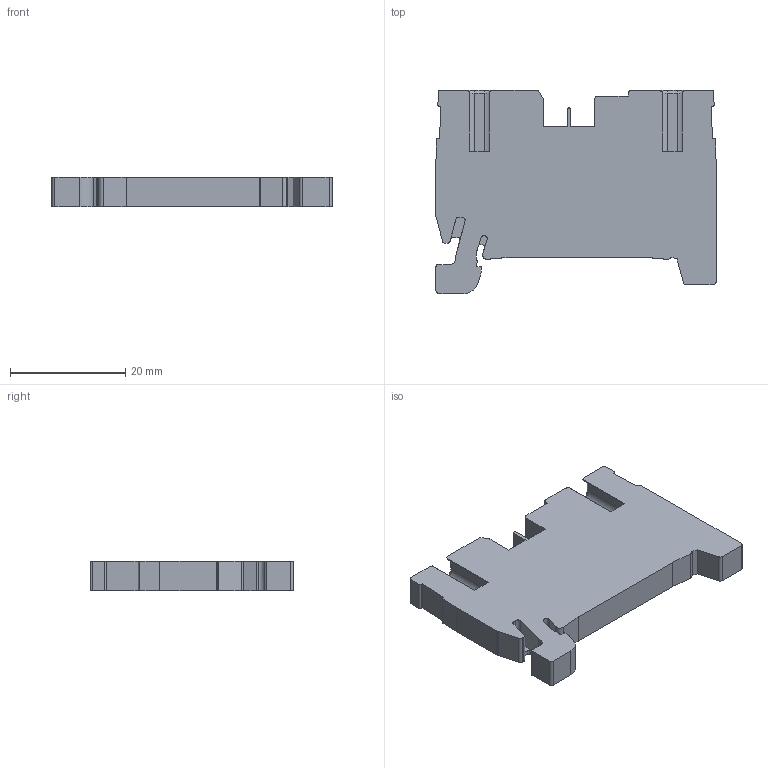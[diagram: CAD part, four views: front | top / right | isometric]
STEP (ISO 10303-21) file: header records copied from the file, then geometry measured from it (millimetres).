
FILE_DESCRIPTION((''),'2;1');
FILE_NAME('27007_PSL2-5_2A','2019-07-18T',('Christian Carl'),(''),'CREO PARAMETRIC BY PTC INC, 2016380','CREO PARAMETRIC BY PTC INC, 2016380','');
FILE_SCHEMA(('CONFIG_CONTROL_DESIGN'));
Length unit declared in the file: millimetre
Products named in the file (1): 27007_PSL2-5_2A
Bounding box: 48.5 x 35.2 x 5.1 mm (x, y, z)
Volume: 5917.5 mm3; surface area: 4796 mm2
Topology: 1 solids, 1 shells, 203 faces, 583 edges, 386 vertices
Faces by surface type: plane 130, cylinder 65, cone 8
Entity records: 6707 total; most frequent: CARTESIAN_POINT 1234, ORIENTED_EDGE 1166, DIRECTION 1117, EDGE_CURVE 583, VECTOR 427, LINE 427, VERTEX_POINT 386, AXIS2_PLACEMENT_3D 345
